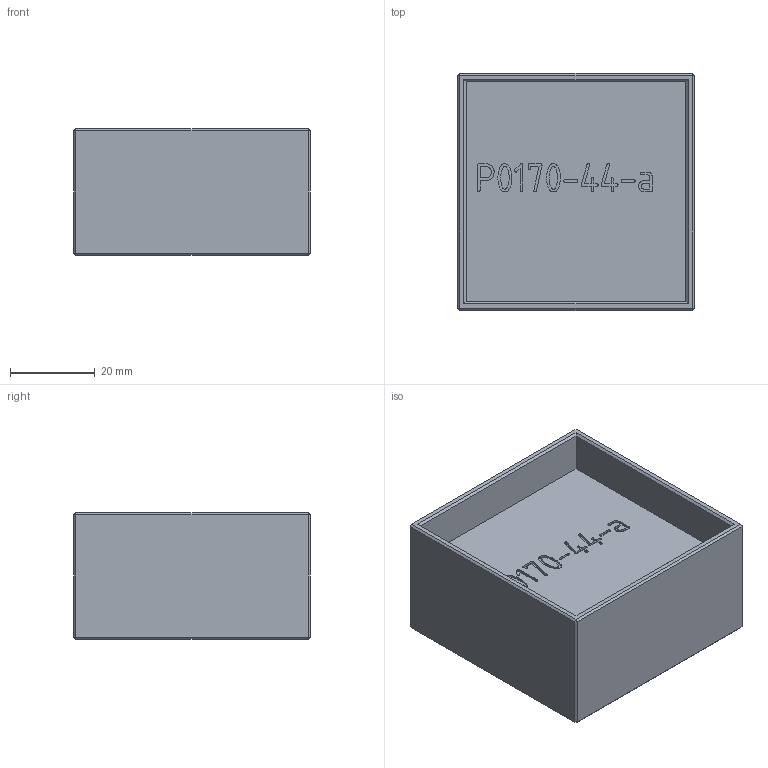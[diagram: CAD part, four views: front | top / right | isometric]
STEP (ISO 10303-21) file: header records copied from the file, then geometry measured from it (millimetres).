
FILE_DESCRIPTION(('FreeCAD Model'),'2;1');
FILE_NAME('Open CASCADE Shape Model','2024-01-14T10:36:54',(''),(''), 'Open CASCADE STEP processor 7.6','FreeCAD','Unknown');
FILE_SCHEMA(('AUTOMOTIVE_DESIGN { 1 0 10303 214 1 1 1 1 }'));
Length unit declared in the file: millimetre
Products named in the file (1): Body
Bounding box: 56 x 56 x 30 mm (x, y, z)
Volume: 66910.5 mm3; surface area: 14948.9 mm2
Topology: 1 solids, 1 shells, 219 faces, 578 edges, 376 vertices
Faces by surface type: extrusion 132, plane 87
Entity records: 14388 total; most frequent: CARTESIAN_POINT 3650, DIRECTION 1514, VECTOR 1338, LINE 1206, ORIENTED_EDGE 1156, PCURVE 1156, DEFINITIONAL_REPRESENTATION 1156, B_SPLINE_CURVE_WITH_KNOTS 660
